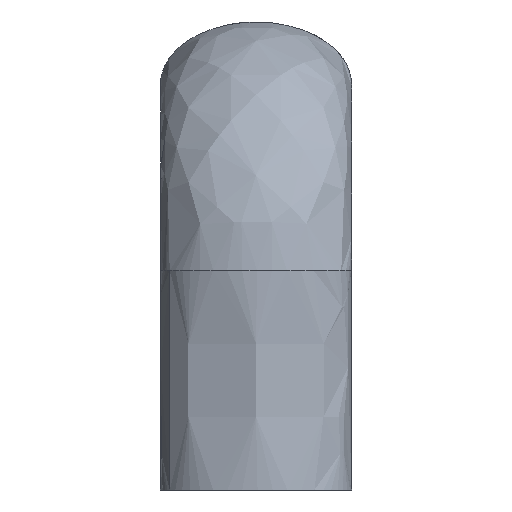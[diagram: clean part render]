
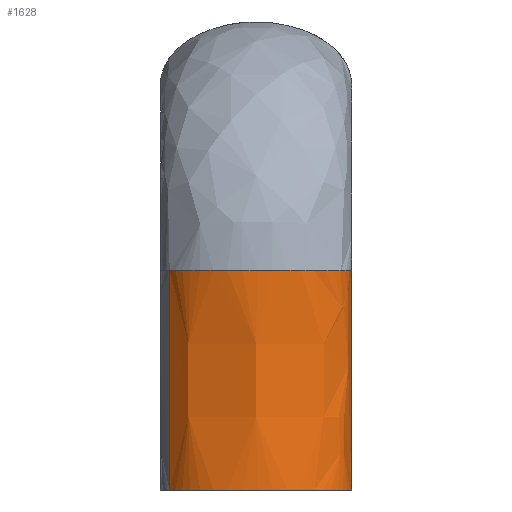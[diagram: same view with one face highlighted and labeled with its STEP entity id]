
A CAD part, left-side view. The second image highlights one B-rep face of the part: STEP entity #1628.
In plain terms, the highlighted free-form (B-spline) face has degree [3, 3] with [10, 4] control points.
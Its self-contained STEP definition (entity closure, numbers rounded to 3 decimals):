
#1406=CARTESIAN_POINT('',(-2.765,9.04,23.0));
#1407=VERTEX_POINT('',#1406);
#1415=CARTESIAN_POINT('',(0.,-10.0,23.0));
#1416=VERTEX_POINT('',#1415);
#1417=CARTESIAN_POINT('',(-2.765,9.04,23.0));
#1418=CARTESIAN_POINT('',(-3.443,8.55,23.0));
#1419=CARTESIAN_POINT('',(-4.067,7.886,23.0));
#1420=CARTESIAN_POINT('',(-5.799,5.22,23.0));
#1421=CARTESIAN_POINT('',(-6.5,2.618,23.0));
#1422=CARTESIAN_POINT('',(-6.5,-2.618,23.0));
#1423=CARTESIAN_POINT('',(-5.799,-5.22,23.0));
#1424=CARTESIAN_POINT('',(-3.393,-8.922,23.0));
#1425=CARTESIAN_POINT('',(-1.702,-10.0,23.0));
#1426=CARTESIAN_POINT('',(0.0,-10.0,23.0));
#1427=B_SPLINE_CURVE_WITH_KNOTS('',3,(#1417,#1418,#1419,#1420,#1421,#1422,#1423,#1424,#1425,#1426),.UNSPECIFIED.,.F.,.U.,(4,2,2,2,4),(0.57,0.625,0.75,0.875,1.0),.UNSPECIFIED.);
#1428=EDGE_CURVE('',#1407,#1416,#1427,.T.);
#1548=CARTESIAN_POINT('',(-2.765,9.04,0.0));
#1549=CARTESIAN_POINT('',(-3.443,8.55,0.0));
#1550=CARTESIAN_POINT('',(-4.067,7.886,0.0));
#1551=CARTESIAN_POINT('',(-5.799,5.22,0.0));
#1552=CARTESIAN_POINT('',(-6.5,2.618,0.0));
#1553=CARTESIAN_POINT('',(-6.5,-2.618,0.0));
#1554=CARTESIAN_POINT('',(-5.799,-5.22,0.0));
#1555=CARTESIAN_POINT('',(-3.393,-8.922,0.0));
#1556=CARTESIAN_POINT('',(-1.702,-10.0,0.0));
#1557=CARTESIAN_POINT('',(0.0,-10.0,0.0));
#1558=CARTESIAN_POINT('',(-2.765,9.04,7.667));
#1559=CARTESIAN_POINT('',(-3.443,8.55,7.667));
#1560=CARTESIAN_POINT('',(-4.067,7.886,7.667));
#1561=CARTESIAN_POINT('',(-5.799,5.22,7.667));
#1562=CARTESIAN_POINT('',(-6.5,2.618,7.667));
#1563=CARTESIAN_POINT('',(-6.5,-2.618,7.667));
#1564=CARTESIAN_POINT('',(-5.799,-5.22,7.667));
#1565=CARTESIAN_POINT('',(-3.393,-8.922,7.667));
#1566=CARTESIAN_POINT('',(-1.702,-10.0,7.667));
#1567=CARTESIAN_POINT('',(0.0,-10.0,7.667));
#1568=CARTESIAN_POINT('',(-2.765,9.04,15.333));
#1569=CARTESIAN_POINT('',(-3.443,8.55,15.333));
#1570=CARTESIAN_POINT('',(-4.067,7.886,15.333));
#1571=CARTESIAN_POINT('',(-5.8,5.22,15.333));
#1572=CARTESIAN_POINT('',(-6.5,2.618,15.333));
#1573=CARTESIAN_POINT('',(-6.5,-2.618,15.333));
#1574=CARTESIAN_POINT('',(-5.8,-5.22,15.333));
#1575=CARTESIAN_POINT('',(-3.393,-8.922,15.333));
#1576=CARTESIAN_POINT('',(-1.702,-10.0,15.333));
#1577=CARTESIAN_POINT('',(0.,-10.0,15.333));
#1578=CARTESIAN_POINT('',(-2.765,9.04,23.0));
#1579=CARTESIAN_POINT('',(-3.443,8.55,23.0));
#1580=CARTESIAN_POINT('',(-4.067,7.886,23.0));
#1581=CARTESIAN_POINT('',(-5.799,5.22,23.0));
#1582=CARTESIAN_POINT('',(-6.5,2.618,23.0));
#1583=CARTESIAN_POINT('',(-6.5,-2.618,23.0));
#1584=CARTESIAN_POINT('',(-5.799,-5.22,23.0));
#1585=CARTESIAN_POINT('',(-3.393,-8.922,23.0));
#1586=CARTESIAN_POINT('',(-1.702,-10.0,23.0));
#1587=CARTESIAN_POINT('',(0.0,-10.0,23.0));
#1588=B_SPLINE_SURFACE_WITH_KNOTS('',3,3,((#1548,#1558,#1568,#1578),(#1549,#1559,#1569,#1579),(#1550,#1560,#1570,#1580),(#1551,#1561,#1571,#1581),(#1552,#1562,#1572,#1582),(#1553,#1563,#1573,#1583),(#1554,#1564,#1574,#1584),(#1555,#1565,#1575,#1585),(#1556,#1566,#1576,#1586),(#1557,#1567,#1577,#1587)),.UNSPECIFIED.,.F.,.F.,.U.,(4,2,2,2,4),(4,4),(0.0,3.385,11.079,18.772,26.466),(0.0,23.),.UNSPECIFIED.);
#1589=ORIENTED_EDGE('',*,*,#1428,.F.);
#1590=CARTESIAN_POINT('',(-2.768,9.043,0.));
#1591=VERTEX_POINT('',#1590);
#1592=CARTESIAN_POINT('',(-2.768,9.043,0.));
#1593=CARTESIAN_POINT('',(-2.767,9.042,7.667));
#1594=CARTESIAN_POINT('',(-2.766,9.041,15.333));
#1595=CARTESIAN_POINT('',(-2.765,9.04,23.0));
#1596=B_SPLINE_CURVE_WITH_KNOTS('',3,(#1592,#1593,#1594,#1595),.UNSPECIFIED.,.F.,.U.,(4,4),(0.0,0.128),.UNSPECIFIED.);
#1597=EDGE_CURVE('',#1591,#1407,#1596,.T.);
#1598=ORIENTED_EDGE('',*,*,#1597,.F.);
#1599=CARTESIAN_POINT('',(0.,-10.0,0.0));
#1600=VERTEX_POINT('',#1599);
#1601=CARTESIAN_POINT('',(-2.768,9.043,0.));
#1602=CARTESIAN_POINT('',(-3.79,8.305,0.));
#1603=CARTESIAN_POINT('',(-4.594,7.068,0.));
#1604=CARTESIAN_POINT('',(-5.509,5.661,0.));
#1605=CARTESIAN_POINT('',(-6.003,3.824,0.));
#1606=CARTESIAN_POINT('',(-6.498,1.986,0.));
#1607=CARTESIAN_POINT('',(-6.499,-0.002,0.));
#1608=CARTESIAN_POINT('',(-6.499,-1.992,0.));
#1609=CARTESIAN_POINT('',(-6.004,-3.828,0.));
#1610=CARTESIAN_POINT('',(-5.509,-5.666,0.));
#1611=CARTESIAN_POINT('',(-4.596,-7.072,0.));
#1612=CARTESIAN_POINT('',(-3.681,-8.478,0.));
#1613=CARTESIAN_POINT('',(-2.487,-9.239,0.));
#1614=CARTESIAN_POINT('',(-1.293,-10.,0.));
#1615=CARTESIAN_POINT('',(0.,-10.0,0.0));
#1616=B_SPLINE_CURVE_WITH_KNOTS('',2,(#1601,#1602,#1603,#1604,#1605,#1606,#1607,#1608,#1609,#1610,#1611,#1612,#1613,#1614,#1615),.UNSPECIFIED.,.F.,.U.,(3,2,2,2,2,2,2,3),(0.14,0.25,0.375,0.5,0.625,0.75,0.875,1.0),.UNSPECIFIED.);
#1617=EDGE_CURVE('',#1591,#1600,#1616,.T.);
#1618=ORIENTED_EDGE('',*,*,#1617,.T.);
#1619=CARTESIAN_POINT('',(0.0,-10.0,0.0));
#1620=CARTESIAN_POINT('',(0.0,-10.0,7.667));
#1621=CARTESIAN_POINT('',(0.,-10.0,15.333));
#1622=CARTESIAN_POINT('',(0.0,-10.0,23.0));
#1623=B_SPLINE_CURVE_WITH_KNOTS('',3,(#1619,#1620,#1621,#1622),.UNSPECIFIED.,.F.,.U.,(4,4),(0.0,0.128),.UNSPECIFIED.);
#1624=EDGE_CURVE('',#1600,#1416,#1623,.T.);
#1625=ORIENTED_EDGE('',*,*,#1624,.T.);
#1626=EDGE_LOOP('',(#1589,#1598,#1618,#1625));
#1627=FACE_OUTER_BOUND('',#1626,.T.);
#1628=ADVANCED_FACE('',(#1627),#1588,.T.);
